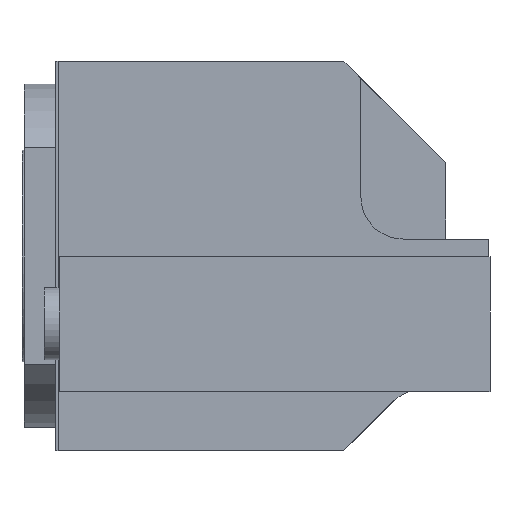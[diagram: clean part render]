
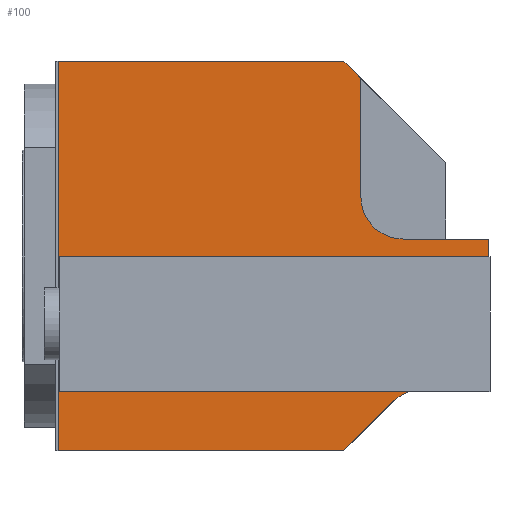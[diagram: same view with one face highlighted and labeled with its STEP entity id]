
A CAD part, front view. The second image highlights one B-rep face of the part: STEP entity #100.
In plain terms, the highlighted planar face has unit normal (0, -1, 0).
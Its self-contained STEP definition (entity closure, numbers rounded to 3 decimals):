
#62=FACE_OUTER_BOUND('',#360,.T.);
#100=ADVANCED_FACE('',(#62),#143,.F.);
#143=PLANE('',#871);
#160=LINE('',#1158,#243);
#171=LINE('',#1181,#254);
#174=LINE('',#1188,#257);
#176=LINE('',#1191,#259);
#182=LINE('',#1204,#265);
#188=LINE('',#1216,#271);
#192=LINE('',#1228,#275);
#196=LINE('',#1236,#279);
#204=LINE('',#1256,#287);
#210=LINE('',#1268,#293);
#215=LINE('',#1278,#298);
#243=VECTOR('',#929,1.);
#254=VECTOR('',#944,1.);
#257=VECTOR('',#951,1.);
#259=VECTOR('',#955,1.);
#265=VECTOR('',#963,1.);
#271=VECTOR('',#971,1.);
#275=VECTOR('',#983,1.);
#279=VECTOR('',#989,1.);
#287=VECTOR('',#1009,1.);
#293=VECTOR('',#1017,1.);
#298=VECTOR('',#1024,1.);
#360=EDGE_LOOP('',(#485,#486,#487,#488,#489,#490,#491,#492,#493,#494,#495,
#496,#497));
#485=ORIENTED_EDGE('',*,*,#705,.T.);
#486=ORIENTED_EDGE('',*,*,#729,.F.);
#487=ORIENTED_EDGE('',*,*,#725,.F.);
#488=ORIENTED_EDGE('',*,*,#722,.F.);
#489=ORIENTED_EDGE('',*,*,#719,.F.);
#490=ORIENTED_EDGE('',*,*,#713,.F.);
#491=ORIENTED_EDGE('',*,*,#707,.F.);
#492=ORIENTED_EDGE('',*,*,#751,.F.);
#493=ORIENTED_EDGE('',*,*,#746,.F.);
#494=ORIENTED_EDGE('',*,*,#740,.F.);
#495=ORIENTED_EDGE('',*,*,#736,.F.);
#496=ORIENTED_EDGE('',*,*,#702,.F.);
#497=ORIENTED_EDGE('',*,*,#691,.F.);
#616=VERTEX_POINT('',#1159);
#617=VERTEX_POINT('',#1160);
#624=VERTEX_POINT('',#1177);
#627=VERTEX_POINT('',#1187);
#628=VERTEX_POINT('',#1192);
#629=VERTEX_POINT('',#1193);
#634=VERTEX_POINT('',#1205);
#639=VERTEX_POINT('',#1217);
#641=VERTEX_POINT('',#1223);
#643=VERTEX_POINT('',#1229);
#650=VERTEX_POINT('',#1250);
#652=VERTEX_POINT('',#1257);
#657=VERTEX_POINT('',#1269);
#691=EDGE_CURVE('',#616,#617,#160,.T.);
#702=EDGE_CURVE('',#617,#624,#171,.T.);
#705=EDGE_CURVE('',#616,#627,#174,.T.);
#707=EDGE_CURVE('',#628,#629,#176,.T.);
#713=EDGE_CURVE('',#629,#634,#182,.T.);
#719=EDGE_CURVE('',#634,#639,#188,.T.);
#722=EDGE_CURVE('',#639,#641,#801,.T.);
#725=EDGE_CURVE('',#641,#643,#192,.T.);
#729=EDGE_CURVE('',#643,#627,#196,.T.);
#736=EDGE_CURVE('',#624,#650,#803,.T.);
#740=EDGE_CURVE('',#650,#652,#204,.T.);
#746=EDGE_CURVE('',#652,#657,#210,.T.);
#751=EDGE_CURVE('',#657,#628,#215,.T.);
#801=CIRCLE('',#857,10.);
#803=CIRCLE('',#863,10.);
#857=AXIS2_PLACEMENT_3D('',#1222,#976,#977);
#863=AXIS2_PLACEMENT_3D('',#1249,#1000,#1001);
#871=AXIS2_PLACEMENT_3D('',#1283,#1031,#1032);
#929=DIRECTION('',(0.,0.,-1.));
#944=DIRECTION('',(1.,0.,0.));
#951=DIRECTION('',(1.,0.,0.));
#955=DIRECTION('',(1.,0.,0.));
#963=DIRECTION('',(0.707,0.,-0.707));
#971=DIRECTION('',(0.,0.,-1.));
#976=DIRECTION('',(0.,-1.,0.));
#977=DIRECTION('',(1.,0.,0.));
#983=DIRECTION('',(1.,0.,0.));
#989=DIRECTION('',(0.,0.,-1.));
#1000=DIRECTION('',(0.,-1.,0.));
#1001=DIRECTION('',(1.,0.,0.));
#1009=DIRECTION('',(-0.707,0.,-0.707));
#1017=DIRECTION('',(-1.,0.,0.));
#1024=DIRECTION('',(0.,0.,1.));
#1031=DIRECTION('',(0.,1.,0.));
#1032=DIRECTION('',(0.,0.,1.));
#1158=CARTESIAN_POINT('',(-101.25,33.5,31.85));
#1159=CARTESIAN_POINT('',(-101.25,33.5,31.85));
#1160=CARTESIAN_POINT('',(-101.25,33.5,0.));
#1177=CARTESIAN_POINT('',(-18.48,33.5,0.));
#1181=CARTESIAN_POINT('',(-101.25,33.5,0.));
#1187=CARTESIAN_POINT('',(0.25,33.5,31.85));
#1188=CARTESIAN_POINT('',(-101.25,33.5,31.85));
#1191=CARTESIAN_POINT('',(-101.5,33.5,78.));
#1192=CARTESIAN_POINT('',(-101.5,33.5,78.));
#1193=CARTESIAN_POINT('',(-34.,33.5,78.));
#1204=CARTESIAN_POINT('',(-34.,33.5,78.));
#1205=CARTESIAN_POINT('',(-30.,33.5,74.));
#1216=CARTESIAN_POINT('',(-30.,33.5,74.));
#1217=CARTESIAN_POINT('',(-30.,33.5,46.));
#1222=CARTESIAN_POINT('',(-20.,33.5,46.));
#1223=CARTESIAN_POINT('',(-20.,33.5,36.));
#1228=CARTESIAN_POINT('',(-20.,33.5,36.));
#1229=CARTESIAN_POINT('',(0.25,33.5,36.));
#1236=CARTESIAN_POINT('',(0.25,33.5,36.));
#1249=CARTESIAN_POINT('',(-15.358,33.5,-9.5));
#1250=CARTESIAN_POINT('',(-22.429,33.5,-2.429));
#1256=CARTESIAN_POINT('',(-22.429,33.5,-2.429));
#1257=CARTESIAN_POINT('',(-34.,33.5,-14.));
#1268=CARTESIAN_POINT('',(-34.,33.5,-14.));
#1269=CARTESIAN_POINT('',(-101.5,33.5,-14.));
#1278=CARTESIAN_POINT('',(-101.5,33.5,-14.));
#1283=CARTESIAN_POINT('',(-20.,33.5,46.));
